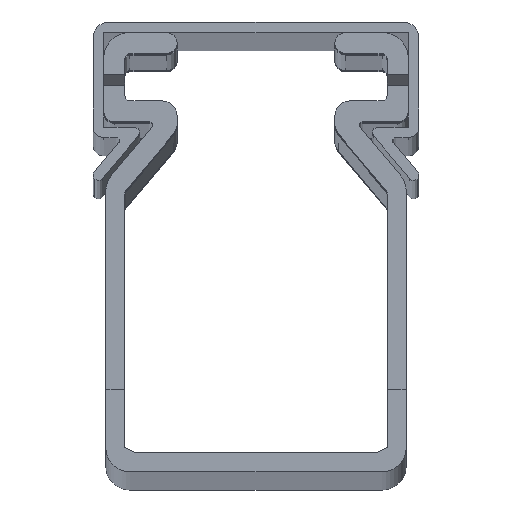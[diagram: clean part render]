
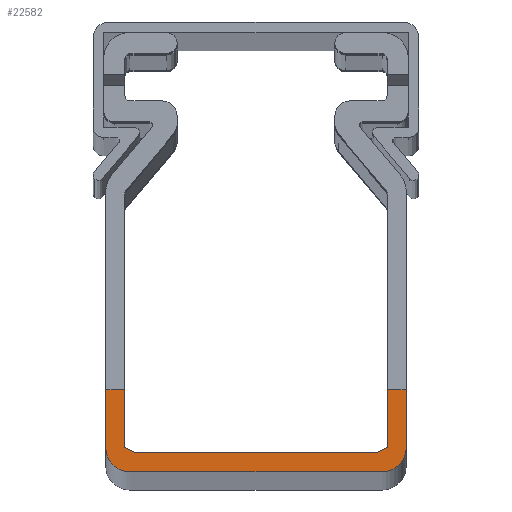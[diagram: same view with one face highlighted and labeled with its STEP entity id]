
A CAD part, top view. The second image highlights one B-rep face of the part: STEP entity #22582.
In plain terms, the highlighted planar face has unit normal (0, 0, 1).
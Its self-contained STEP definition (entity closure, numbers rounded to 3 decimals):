
#305 = EDGE_CURVE ( 'NONE', #37980, #1446, #31370, .T. ) ;
#740 = DIRECTION ( 'NONE',  ( 0., 1., 0. ) ) ;
#935 = DIRECTION ( 'NONE',  ( -0.894, -0.447, 0. ) ) ;
#1446 = VERTEX_POINT ( 'NONE', #36262 ) ;
#1555 = CARTESIAN_POINT ( 'NONE',  ( 12.5, 2.35, 1000. ) ) ;
#1761 = VECTOR ( 'NONE', #10665, 1000. ) ;
#1818 = CARTESIAN_POINT ( 'NONE',  ( 0., 7.8, 1000. ) ) ;
#1854 = VERTEX_POINT ( 'NONE', #18405 ) ;
#2691 = EDGE_CURVE ( 'NONE', #24656, #20449, #21747, .T. ) ;
#2698 = DIRECTION ( 'NONE',  ( -1., 0., 0. ) ) ;
#2768 = FACE_OUTER_BOUND ( 'NONE', #25015, .T. ) ;
#3051 = CARTESIAN_POINT ( 'NONE',  ( 12.5, 2.35, 1000. ) ) ;
#3102 = CARTESIAN_POINT ( 'NONE',  ( 12.55, 7.775, 1000. ) ) ;
#3168 = EDGE_CURVE ( 'NONE', #23741, #6987, #7662, .T. ) ;
#3268 = DIRECTION ( 'NONE',  ( -0.894, -0.447, 0. ) ) ;
#3513 = VERTEX_POINT ( 'NONE', #34137 ) ;
#3762 = DIRECTION ( 'NONE',  ( 1., 0., 0. ) ) ;
#3870 = CARTESIAN_POINT ( 'NONE',  ( -12.5, 2.35, 1000. ) ) ;
#4017 = CARTESIAN_POINT ( 'NONE',  ( -12.5, 7.8, 1000. ) ) ;
#4296 = EDGE_CURVE ( 'NONE', #16821, #32064, #27096, .T. ) ;
#4469 = DIRECTION ( 'NONE',  ( 0.894, -0.447, 0. ) ) ;
#4719 = ORIENTED_EDGE ( 'NONE', *, *, #26792, .T. ) ;
#5164 = CARTESIAN_POINT ( 'NONE',  ( -12.5, 7.75, 1000. ) ) ;
#6222 = VECTOR ( 'NONE', #6578, 1000. ) ;
#6552 = EDGE_CURVE ( 'NONE', #8686, #13276, #21131, .T. ) ;
#6578 = DIRECTION ( 'NONE',  ( 0., -1., 0. ) ) ;
#6987 = VERTEX_POINT ( 'NONE', #9651 ) ;
#7662 = LINE ( 'NONE', #1818, #34456 ) ;
#8221 = CARTESIAN_POINT ( 'NONE',  ( -12.55, 2.325, 1000. ) ) ;
#8366 = LINE ( 'NONE', #3102, #12677 ) ;
#8450 = VERTEX_POINT ( 'NONE', #23376 ) ;
#8686 = VERTEX_POINT ( 'NONE', #31650 ) ;
#9127 = DIRECTION ( 'NONE',  ( 0.894, -0.447, 0. ) ) ;
#9603 = CARTESIAN_POINT ( 'NONE',  ( -14.3, 2.3, 1000. ) ) ;
#9651 = CARTESIAN_POINT ( 'NONE',  ( -14.3, 7.8, 1000. ) ) ;
#9740 = DIRECTION ( 'NONE',  ( 0.894, -0.447, 0. ) ) ;
#9854 = LINE ( 'NONE', #28047, #36555 ) ;
#10062 = CARTESIAN_POINT ( 'NONE',  ( 12.5, 7.75, 1000. ) ) ;
#10357 = CARTESIAN_POINT ( 'NONE',  ( 12.55, 2.325, 1000. ) ) ;
#10665 = DIRECTION ( 'NONE',  ( -1., 0., 0. ) ) ;
#10922 = ORIENTED_EDGE ( 'NONE', *, *, #26394, .F. ) ;
#11148 = ORIENTED_EDGE ( 'NONE', *, *, #28180, .F. ) ;
#11685 = DIRECTION ( 'NONE',  ( -1., 0., 0. ) ) ;
#12332 = EDGE_CURVE ( 'NONE', #17942, #1446, #9854, .T. ) ;
#12360 = EDGE_CURVE ( 'NONE', #23152, #30169, #13326, .T. ) ;
#12421 = VECTOR ( 'NONE', #740, 1000. ) ;
#12523 = CIRCLE ( 'NONE', #32311, 2.3 ) ;
#12677 = VECTOR ( 'NONE', #9127, 1000. ) ;
#13276 = VERTEX_POINT ( 'NONE', #34337 ) ;
#13326 = LINE ( 'NONE', #24766, #12421 ) ;
#14425 = EDGE_CURVE ( 'NONE', #23152, #17942, #28140, .T. ) ;
#14466 = LINE ( 'NONE', #31888, #15617 ) ;
#14590 = PLANE ( 'NONE',  #15049 ) ;
#14701 = CARTESIAN_POINT ( 'NONE',  ( -12., 2.3, 1000. ) ) ;
#14814 = ORIENTED_EDGE ( 'NONE', *, *, #36636, .T. ) ;
#15049 = AXIS2_PLACEMENT_3D ( 'NONE', #26395, #38223, #11685 ) ;
#15617 = VECTOR ( 'NONE', #20473, 1000. ) ;
#16069 = CIRCLE ( 'NONE', #23480, 2.3 ) ;
#16821 = VERTEX_POINT ( 'NONE', #34744 ) ;
#16837 = DIRECTION ( 'NONE',  ( 0., 0., 1. ) ) ;
#17523 = VECTOR ( 'NONE', #29700, 1000. ) ;
#17626 = VERTEX_POINT ( 'NONE', #9603 ) ;
#17887 = CARTESIAN_POINT ( 'NONE',  ( 12.55, 2.325, 1000. ) ) ;
#17942 = VERTEX_POINT ( 'NONE', #8221 ) ;
#18405 = CARTESIAN_POINT ( 'NONE',  ( 14.3, 2.3, 1000. ) ) ;
#18700 = DIRECTION ( 'NONE',  ( 0., -1., 0. ) ) ;
#19185 = CARTESIAN_POINT ( 'NONE',  ( -12.5, 1.8, 1000. ) ) ;
#19235 = ORIENTED_EDGE ( 'NONE', *, *, #12332, .F. ) ;
#19268 = ORIENTED_EDGE ( 'NONE', *, *, #24206, .T. ) ;
#19615 = CARTESIAN_POINT ( 'NONE',  ( -12.5, 2.35, 1000. ) ) ;
#19972 = ORIENTED_EDGE ( 'NONE', *, *, #31242, .F. ) ;
#20073 = VECTOR ( 'NONE', #935, 1000. ) ;
#20449 = VERTEX_POINT ( 'NONE', #10357 ) ;
#20473 = DIRECTION ( 'NONE',  ( 1., 0., 0. ) ) ;
#20565 = CARTESIAN_POINT ( 'NONE',  ( 0., 7.8, 1000. ) ) ;
#20970 = VECTOR ( 'NONE', #3268, 1000. ) ;
#21131 = LINE ( 'NONE', #20565, #23030 ) ;
#21373 = LINE ( 'NONE', #30831, #25308 ) ;
#21386 = EDGE_CURVE ( 'NONE', #17626, #3513, #12523, .T. ) ;
#21478 = CARTESIAN_POINT ( 'NONE',  ( -12.55, 7.775, 1000. ) ) ;
#21747 = LINE ( 'NONE', #1555, #29552 ) ;
#22582 = ADVANCED_FACE ( 'NONE', ( #2768 ), #14590, .F. ) ;
#22688 = CARTESIAN_POINT ( 'NONE',  ( 12.5, 26.613, 1000. ) ) ;
#23030 = VECTOR ( 'NONE', #29282, 1000. ) ;
#23152 = VERTEX_POINT ( 'NONE', #3870 ) ;
#23376 = CARTESIAN_POINT ( 'NONE',  ( 12., 0., 1000. ) ) ;
#23480 = AXIS2_PLACEMENT_3D ( 'NONE', #33389, #36864, #3762 ) ;
#23741 = VERTEX_POINT ( 'NONE', #4017 ) ;
#23765 = LINE ( 'NONE', #36146, #33632 ) ;
#24206 = EDGE_CURVE ( 'NONE', #8686, #16821, #8366, .T. ) ;
#24656 = VERTEX_POINT ( 'NONE', #3051 ) ;
#24766 = CARTESIAN_POINT ( 'NONE',  ( -12.5, 26.613, 1000. ) ) ;
#25015 = EDGE_LOOP ( 'NONE', ( #11148, #19972, #33458, #14814, #34676, #38096, #33113, #10922, #30680, #19268, #28090, #36400, #30173, #4719, #32284, #19235, #29025, #31411 ) ) ;
#25047 = EDGE_CURVE ( 'NONE', #3513, #8450, #14466, .T. ) ;
#25308 = VECTOR ( 'NONE', #9740, 1000. ) ;
#25476 = DIRECTION ( 'NONE',  ( -1., 0., 0. ) ) ;
#25882 = EDGE_CURVE ( 'NONE', #24656, #32064, #28499, .T. ) ;
#26394 = EDGE_CURVE ( 'NONE', #13276, #1854, #23765, .T. ) ;
#26395 = CARTESIAN_POINT ( 'NONE',  ( 0., 0., 1000. ) ) ;
#26562 = CARTESIAN_POINT ( 'NONE',  ( -12.55, 7.775, 1000. ) ) ;
#26792 = EDGE_CURVE ( 'NONE', #20449, #37980, #32022, .T. ) ;
#27039 = CARTESIAN_POINT ( 'NONE',  ( 11.5, 1.8, 1000. ) ) ;
#27096 = LINE ( 'NONE', #10062, #20073 ) ;
#27498 = LINE ( 'NONE', #32923, #6222 ) ;
#27703 = CARTESIAN_POINT ( 'NONE',  ( 12.5, 7.75, 1000. ) ) ;
#27842 = VECTOR ( 'NONE', #31418, 1000. ) ;
#28047 = CARTESIAN_POINT ( 'NONE',  ( -12.55, 2.325, 1000. ) ) ;
#28090 = ORIENTED_EDGE ( 'NONE', *, *, #4296, .T. ) ;
#28140 = LINE ( 'NONE', #19615, #27842 ) ;
#28180 = EDGE_CURVE ( 'NONE', #31896, #30169, #21373, .T. ) ;
#28499 = LINE ( 'NONE', #22688, #29898 ) ;
#29025 = ORIENTED_EDGE ( 'NONE', *, *, #14425, .F. ) ;
#29282 = DIRECTION ( 'NONE',  ( 1., 0., 0. ) ) ;
#29294 = DIRECTION ( 'NONE',  ( 0., 1., 0. ) ) ;
#29552 = VECTOR ( 'NONE', #4469, 1000. ) ;
#29700 = DIRECTION ( 'NONE',  ( -0.894, -0.447, 0. ) ) ;
#29898 = VECTOR ( 'NONE', #29294, 1000. ) ;
#30169 = VERTEX_POINT ( 'NONE', #5164 ) ;
#30173 = ORIENTED_EDGE ( 'NONE', *, *, #2691, .T. ) ;
#30680 = ORIENTED_EDGE ( 'NONE', *, *, #6552, .F. ) ;
#30831 = CARTESIAN_POINT ( 'NONE',  ( -12.5, 7.75, 1000. ) ) ;
#30949 = DIRECTION ( 'NONE',  ( 0.894, -0.447, 0. ) ) ;
#31242 = EDGE_CURVE ( 'NONE', #23741, #31896, #33481, .T. ) ;
#31370 = LINE ( 'NONE', #19185, #1761 ) ;
#31411 = ORIENTED_EDGE ( 'NONE', *, *, #12360, .T. ) ;
#31418 = DIRECTION ( 'NONE',  ( -0.894, -0.447, 0. ) ) ;
#31650 = CARTESIAN_POINT ( 'NONE',  ( 12.5, 7.8, 1000. ) ) ;
#31888 = CARTESIAN_POINT ( 'NONE',  ( 0., 0., 1000. ) ) ;
#31896 = VERTEX_POINT ( 'NONE', #26562 ) ;
#32022 = LINE ( 'NONE', #17887, #17523 ) ;
#32064 = VERTEX_POINT ( 'NONE', #27703 ) ;
#32284 = ORIENTED_EDGE ( 'NONE', *, *, #305, .T. ) ;
#32311 = AXIS2_PLACEMENT_3D ( 'NONE', #14701, #16837, #2698 ) ;
#32923 = CARTESIAN_POINT ( 'NONE',  ( -14.3, 0., 1000. ) ) ;
#33113 = ORIENTED_EDGE ( 'NONE', *, *, #35807, .F. ) ;
#33389 = CARTESIAN_POINT ( 'NONE',  ( 12., 2.3, 1000. ) ) ;
#33458 = ORIENTED_EDGE ( 'NONE', *, *, #3168, .T. ) ;
#33481 = LINE ( 'NONE', #21478, #20970 ) ;
#33632 = VECTOR ( 'NONE', #18700, 1000. ) ;
#34137 = CARTESIAN_POINT ( 'NONE',  ( -12., 0., 1000. ) ) ;
#34337 = CARTESIAN_POINT ( 'NONE',  ( 14.3, 7.8, 1000. ) ) ;
#34456 = VECTOR ( 'NONE', #25476, 1000. ) ;
#34676 = ORIENTED_EDGE ( 'NONE', *, *, #21386, .T. ) ;
#34744 = CARTESIAN_POINT ( 'NONE',  ( 12.55, 7.775, 1000. ) ) ;
#35807 = EDGE_CURVE ( 'NONE', #1854, #8450, #16069, .T. ) ;
#36146 = CARTESIAN_POINT ( 'NONE',  ( 14.3, 0., 1000. ) ) ;
#36262 = CARTESIAN_POINT ( 'NONE',  ( -11.5, 1.8, 1000. ) ) ;
#36400 = ORIENTED_EDGE ( 'NONE', *, *, #25882, .F. ) ;
#36555 = VECTOR ( 'NONE', #30949, 1000. ) ;
#36636 = EDGE_CURVE ( 'NONE', #6987, #17626, #27498, .T. ) ;
#36864 = DIRECTION ( 'NONE',  ( 0., 0., -1. ) ) ;
#37980 = VERTEX_POINT ( 'NONE', #27039 ) ;
#38096 = ORIENTED_EDGE ( 'NONE', *, *, #25047, .T. ) ;
#38223 = DIRECTION ( 'NONE',  ( 0., 0., -1. ) ) ;
